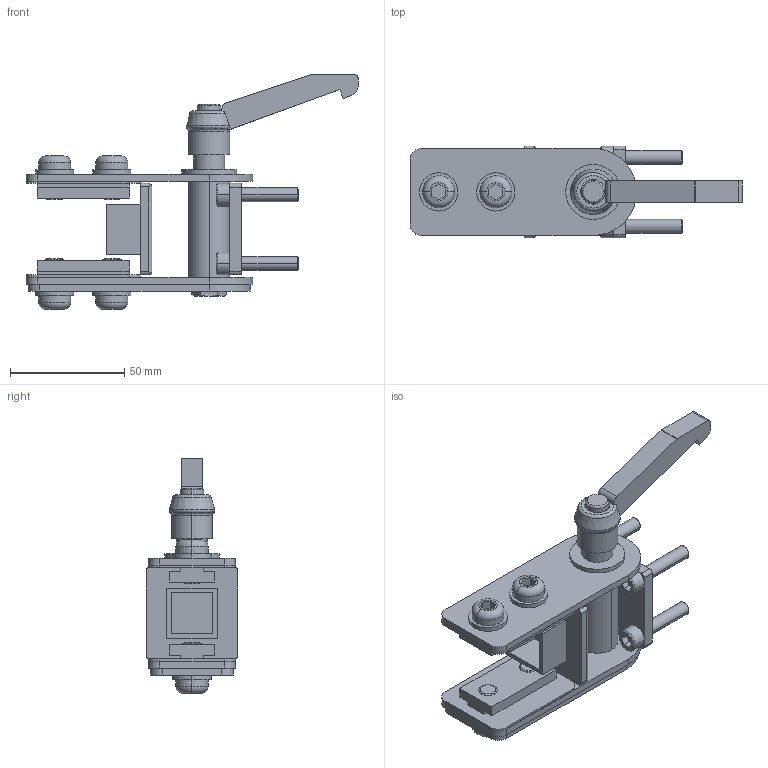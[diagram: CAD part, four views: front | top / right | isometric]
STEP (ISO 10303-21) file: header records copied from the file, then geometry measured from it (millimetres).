
FILE_DESCRIPTION(('Creo Elements/Direct Modeling STEP Export'),'2;1');
FILE_NAME('44.0338_Zwischengelenk-MMS-44_Verwendung-44.0000.stp','2022-03-21T 9:00:48',(''),(''),'PTC Creo Elements/Direct Modeling STEP processor for AP214 (Solid Model)','PTC Creo Elements/Direct Modeling 19.0C 15-Aug-2015 (C) Parametric Technology GmbH','');
FILE_SCHEMA(('AUTOMOTIVE_DESIGN { 1 0 10303 214 1 1 1 1 }'));
Length unit declared in the file: millimetre
Products named in the file (14): Lasche_Laserschneideteil-3mm_96.6535_PX174521.1; Klemmschiene-MMS-44_40mm_44.0155_PX173060; Distanz_50x38x1_96.6534_PX174515.02; Zylinderschraube-DIN7500_M6x30-GEFU-verz_25382_PX174501; Unterlegscheibe-DIN9021_84-100HV-verz_11028_PX174517; Klemmhebel_K0269-2081-M8-Innengewinde_96.7319_PX174522; Sechskantschraube-DIN933_M8x60-8.8-verz_12082_PX174518; Abdeckkappe-MMS-44_40x40x20-Leitfähig_44.0305.1_PX171787; Lasche_Laserschneideteil-3mm_96.6540_PX174519; Sperrzahnschraube_M8x14-aehnlich-DIN912_44.0513_PX173491; Sperrzahnschraube_M8x11-aehnlich-DIN912_44.0512-K-Modell.02; Flansch_Laserschneideteil-5mm_96.6529_PX174508; Achse_Ø18x47_96.6536_PX174523; Zwischengelenk-MMS-44_Verwendung-44.0000_44.0338_PX174529
Assembly tree (21 placements, depth 2):
  Zwischengelenk-MMS-44_Verwendung-44.0000_44.0338_PX174529
    Achse_Ø18x47_96.6536_PX174523
    Flansch_Laserschneideteil-5mm_96.6529_PX174508
    Klemmschiene-MMS-44_40mm_44.0155_PX173060  x2
    Sperrzahnschraube_M8x11-aehnlich-DIN912_44.0512-K-Modell.02  x2
    Sperrzahnschraube_M8x14-aehnlich-DIN912_44.0513_PX173491  x2
    Zylinderschraube-DIN7500_M6x30-GEFU-verz_25382_PX174501  x4
    Lasche_Laserschneideteil-3mm_96.6540_PX174519
    Abdeckkappe-MMS-44_40x40x20-Leitfähig_44.0305.1_PX171787
    Sechskantschraube-DIN933_M8x60-8.8-verz_12082_PX174518
    Klemmhebel_K0269-2081-M8-Innengewinde_96.7319_PX174522
    Unterlegscheibe-DIN9021_84-100HV-verz_11028_PX174517
    Distanz_50x38x1_96.6534_PX174515.02  x2
    Lasche_Laserschneideteil-3mm_96.6535_PX174521.1  x2
Bounding box: 145 x 40 x 102.5 mm (x, y, z)
Volume: 94663.4 mm3; surface area: 66578.6 mm2
Topology: 21 solids, 21 shells, 419 faces, 966 edges, 619 vertices
Faces by surface type: plane 199, cylinder 149, cone 59, torus 12
Entity records: 8869 total; most frequent: CARTESIAN_POINT 1954, ORIENTED_EDGE 1270, DIRECTION 1218, EDGE_CURVE 635, AXIS2_PLACEMENT_3D 438, VERTEX_POINT 409, VECTOR 342, LINE 342
